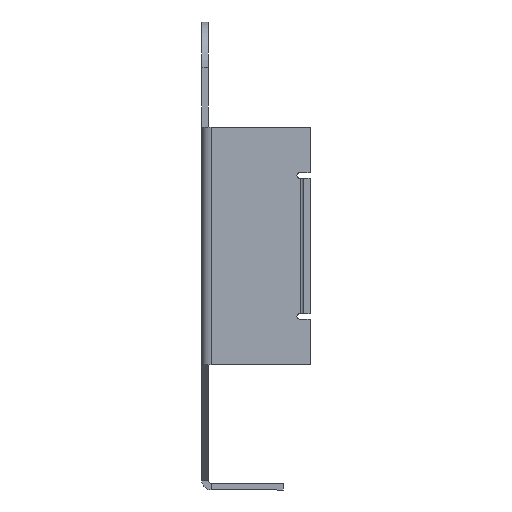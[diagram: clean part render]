
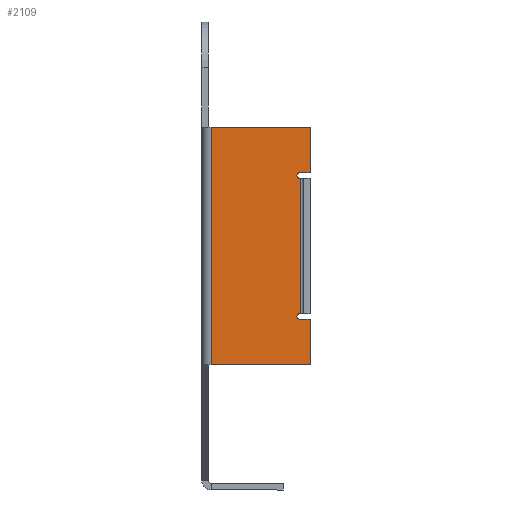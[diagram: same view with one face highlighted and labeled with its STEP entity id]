
A CAD part, left-side view. The second image highlights one B-rep face of the part: STEP entity #2109.
In plain terms, the highlighted planar face has unit normal (-1, 0, 0).
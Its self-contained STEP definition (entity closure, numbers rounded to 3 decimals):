
#46 = LINE ( 'NONE', #2958, #3552 ) ;
#50 = VERTEX_POINT ( 'NONE', #678 ) ;
#86 = CARTESIAN_POINT ( 'NONE',  ( -9.27, 0., 4.82 ) ) ;
#113 = CARTESIAN_POINT ( 'NONE',  ( -9.27, 0.35, 2.915 ) ) ;
#146 = EDGE_CURVE ( 'NONE', #321, #274, #625, .T. ) ;
#152 = DIRECTION ( 'NONE',  ( -1., 0., 0. ) ) ;
#167 = ORIENTED_EDGE ( 'NONE', *, *, #1536, .F. ) ;
#244 = DIRECTION ( 'NONE',  ( 1., 0., 0. ) ) ;
#272 = ORIENTED_EDGE ( 'NONE', *, *, #1468, .F. ) ;
#274 = VERTEX_POINT ( 'NONE', #2015 ) ;
#277 = ORIENTED_EDGE ( 'NONE', *, *, #1894, .F. ) ;
#321 = VERTEX_POINT ( 'NONE', #2849 ) ;
#409 = ORIENTED_EDGE ( 'NONE', *, *, #1882, .F. ) ;
#410 = LINE ( 'NONE', #3042, #1599 ) ;
#413 = DIRECTION ( 'NONE',  ( 0., -1., 0. ) ) ;
#458 = ORIENTED_EDGE ( 'NONE', *, *, #146, .F. ) ;
#477 = ORIENTED_EDGE ( 'NONE', *, *, #560, .F. ) ;
#502 = VECTOR ( 'NONE', #3344, 1000. ) ;
#541 = ORIENTED_EDGE ( 'NONE', *, *, #1698, .F. ) ;
#560 = EDGE_CURVE ( 'NONE', #2092, #321, #1013, .T. ) ;
#585 = CIRCLE ( 'NONE', #2521, 0.1 ) ;
#606 = CARTESIAN_POINT ( 'NONE',  ( -9.27, 0.35, -2.165 ) ) ;
#612 = CIRCLE ( 'NONE', #2014, 0.1 ) ;
#625 = CIRCLE ( 'NONE', #1436, 0.1 ) ;
#651 = VERTEX_POINT ( 'NONE', #2132 ) ;
#663 = LINE ( 'NONE', #1944, #2721 ) ;
#678 = CARTESIAN_POINT ( 'NONE',  ( -9.27, 0., -4.07 ) ) ;
#694 = CARTESIAN_POINT ( 'NONE',  ( -9.27, 0.5, 3.015 ) ) ;
#707 = FACE_OUTER_BOUND ( 'NONE', #2189, .T. ) ;
#722 = LINE ( 'NONE', #3056, #502 ) ;
#777 = ORIENTED_EDGE ( 'NONE', *, *, #2819, .F. ) ;
#778 = CARTESIAN_POINT ( 'NONE',  ( -9.27, 0., 4.82 ) ) ;
#808 = PLANE ( 'NONE',  #858 ) ;
#814 = ORIENTED_EDGE ( 'NONE', *, *, #2175, .F. ) ;
#858 = AXIS2_PLACEMENT_3D ( 'NONE', #1885, #244, #2716 ) ;
#876 = VECTOR ( 'NONE', #956, 1000. ) ;
#901 = VERTEX_POINT ( 'NONE', #778 ) ;
#943 = CARTESIAN_POINT ( 'NONE',  ( -9.27, 0.35, -2.165 ) ) ;
#945 = CARTESIAN_POINT ( 'NONE',  ( -9.27, 0.4, 3.015 ) ) ;
#956 = DIRECTION ( 'NONE',  ( 0., 1., 0. ) ) ;
#972 = CARTESIAN_POINT ( 'NONE',  ( -9.27, 0.4, -2.265 ) ) ;
#1006 = LINE ( 'NONE', #943, #1055 ) ;
#1009 = ORIENTED_EDGE ( 'NONE', *, *, #1177, .F. ) ;
#1013 = CIRCLE ( 'NONE', #3109, 0.1 ) ;
#1037 = ORIENTED_EDGE ( 'NONE', *, *, #2156, .F. ) ;
#1055 = VECTOR ( 'NONE', #3110, 1000. ) ;
#1111 = VECTOR ( 'NONE', #2487, 1000. ) ;
#1137 = CARTESIAN_POINT ( 'NONE',  ( -9.27, 0.4, -2.265 ) ) ;
#1155 = LINE ( 'NONE', #86, #3150 ) ;
#1177 = EDGE_CURVE ( 'NONE', #2209, #50, #722, .T. ) ;
#1253 = DIRECTION ( 'NONE',  ( -1., 0., 0. ) ) ;
#1262 = DIRECTION ( 'NONE',  ( -1., 0., 0. ) ) ;
#1264 = EDGE_CURVE ( 'NONE', #2730, #2092, #1006, .T. ) ;
#1409 = VERTEX_POINT ( 'NONE', #1831 ) ;
#1428 = ORIENTED_EDGE ( 'NONE', *, *, #1702, .F. ) ;
#1436 = AXIS2_PLACEMENT_3D ( 'NONE', #972, #1253, #1800 ) ;
#1468 = EDGE_CURVE ( 'NONE', #651, #2127, #3430, .T. ) ;
#1500 = DIRECTION ( 'NONE',  ( 0., -1., 0. ) ) ;
#1535 = ORIENTED_EDGE ( 'NONE', *, *, #1264, .F. ) ;
#1536 = EDGE_CURVE ( 'NONE', #2515, #3033, #46, .T. ) ;
#1599 = VECTOR ( 'NONE', #3307, 1000. ) ;
#1642 = VECTOR ( 'NONE', #1500, 1000. ) ;
#1646 = CARTESIAN_POINT ( 'NONE',  ( -9.27, 0., -4.07 ) ) ;
#1660 = DIRECTION ( 'NONE',  ( 0., -1., 0. ) ) ;
#1670 = DIRECTION ( 'NONE',  ( 0., 0., -1. ) ) ;
#1698 = EDGE_CURVE ( 'NONE', #1409, #2989, #410, .T. ) ;
#1702 = EDGE_CURVE ( 'NONE', #274, #2209, #2043, .T. ) ;
#1749 = DIRECTION ( 'NONE',  ( 0., -1., 0. ) ) ;
#1751 = CARTESIAN_POINT ( 'NONE',  ( -9.27, 0.4, 3.015 ) ) ;
#1800 = DIRECTION ( 'NONE',  ( 0., -1., 0. ) ) ;
#1831 = CARTESIAN_POINT ( 'NONE',  ( -9.27, 3.71, -4.07 ) ) ;
#1839 = LINE ( 'NONE', #1646, #1111 ) ;
#1870 = CARTESIAN_POINT ( 'NONE',  ( -9.27, 0.4, 2.915 ) ) ;
#1882 = EDGE_CURVE ( 'NONE', #2127, #2820, #585, .T. ) ;
#1885 = CARTESIAN_POINT ( 'NONE',  ( -9.27, 0., 0. ) ) ;
#1894 = EDGE_CURVE ( 'NONE', #2989, #901, #3126, .T. ) ;
#1909 = CARTESIAN_POINT ( 'NONE',  ( -9.27, 0.4, -2.365 ) ) ;
#1944 = CARTESIAN_POINT ( 'NONE',  ( -9.27, 0.35, 2.915 ) ) ;
#1958 = DIRECTION ( 'NONE',  ( 0., 0., -1. ) ) ;
#1969 = DIRECTION ( 'NONE',  ( 0., -1., 0. ) ) ;
#2014 = AXIS2_PLACEMENT_3D ( 'NONE', #1751, #152, #413 ) ;
#2015 = CARTESIAN_POINT ( 'NONE',  ( -9.27, 0.4, -2.365 ) ) ;
#2043 = LINE ( 'NONE', #1909, #2215 ) ;
#2050 = CARTESIAN_POINT ( 'NONE',  ( -9.27, 3.81, 4.82 ) ) ;
#2069 = ORIENTED_EDGE ( 'NONE', *, *, #2565, .F. ) ;
#2092 = VERTEX_POINT ( 'NONE', #3270 ) ;
#2109 = ADVANCED_FACE ( 'NONE', ( #707 ), #808, .F. ) ;
#2127 = VERTEX_POINT ( 'NONE', #3044 ) ;
#2132 = CARTESIAN_POINT ( 'NONE',  ( -9.27, 0., 3.115 ) ) ;
#2156 = EDGE_CURVE ( 'NONE', #901, #651, #1155, .T. ) ;
#2175 = EDGE_CURVE ( 'NONE', #3033, #2730, #663, .T. ) ;
#2189 = EDGE_LOOP ( 'NONE', ( #272, #1037, #277, #541, #2069, #1009, #1428, #458, #477, #1535, #814, #167, #777, #409 ) ) ;
#2209 = VERTEX_POINT ( 'NONE', #3342 ) ;
#2215 = VECTOR ( 'NONE', #1660, 1000. ) ;
#2487 = DIRECTION ( 'NONE',  ( 0., 1., 0. ) ) ;
#2515 = VERTEX_POINT ( 'NONE', #1870 ) ;
#2521 = AXIS2_PLACEMENT_3D ( 'NONE', #945, #1262, #1749 ) ;
#2565 = EDGE_CURVE ( 'NONE', #50, #1409, #1839, .T. ) ;
#2652 = CARTESIAN_POINT ( 'NONE',  ( -9.27, 0., 3.115 ) ) ;
#2673 = DIRECTION ( 'NONE',  ( 0., -1., 0. ) ) ;
#2716 = DIRECTION ( 'NONE',  ( 0., 1., 0. ) ) ;
#2721 = VECTOR ( 'NONE', #1958, 1000. ) ;
#2730 = VERTEX_POINT ( 'NONE', #606 ) ;
#2819 = EDGE_CURVE ( 'NONE', #2820, #2515, #612, .T. ) ;
#2820 = VERTEX_POINT ( 'NONE', #694 ) ;
#2849 = CARTESIAN_POINT ( 'NONE',  ( -9.27, 0.5, -2.265 ) ) ;
#2921 = CARTESIAN_POINT ( 'NONE',  ( -9.27, 3.71, 4.82 ) ) ;
#2958 = CARTESIAN_POINT ( 'NONE',  ( -9.27, 0.4, 2.915 ) ) ;
#2989 = VERTEX_POINT ( 'NONE', #2921 ) ;
#3033 = VERTEX_POINT ( 'NONE', #113 ) ;
#3042 = CARTESIAN_POINT ( 'NONE',  ( -9.27, 3.71, 4.82 ) ) ;
#3044 = CARTESIAN_POINT ( 'NONE',  ( -9.27, 0.4, 3.115 ) ) ;
#3056 = CARTESIAN_POINT ( 'NONE',  ( -9.27, 0., 4.82 ) ) ;
#3105 = DIRECTION ( 'NONE',  ( -1., 0., 0. ) ) ;
#3109 = AXIS2_PLACEMENT_3D ( 'NONE', #1137, #3105, #1969 ) ;
#3110 = DIRECTION ( 'NONE',  ( 0., 1., 0. ) ) ;
#3126 = LINE ( 'NONE', #2050, #1642 ) ;
#3150 = VECTOR ( 'NONE', #1670, 1000. ) ;
#3270 = CARTESIAN_POINT ( 'NONE',  ( -9.27, 0.4, -2.165 ) ) ;
#3307 = DIRECTION ( 'NONE',  ( 0., 0., 1. ) ) ;
#3342 = CARTESIAN_POINT ( 'NONE',  ( -9.27, 0., -2.365 ) ) ;
#3344 = DIRECTION ( 'NONE',  ( 0., 0., -1. ) ) ;
#3430 = LINE ( 'NONE', #2652, #876 ) ;
#3552 = VECTOR ( 'NONE', #2673, 1000. ) ;
